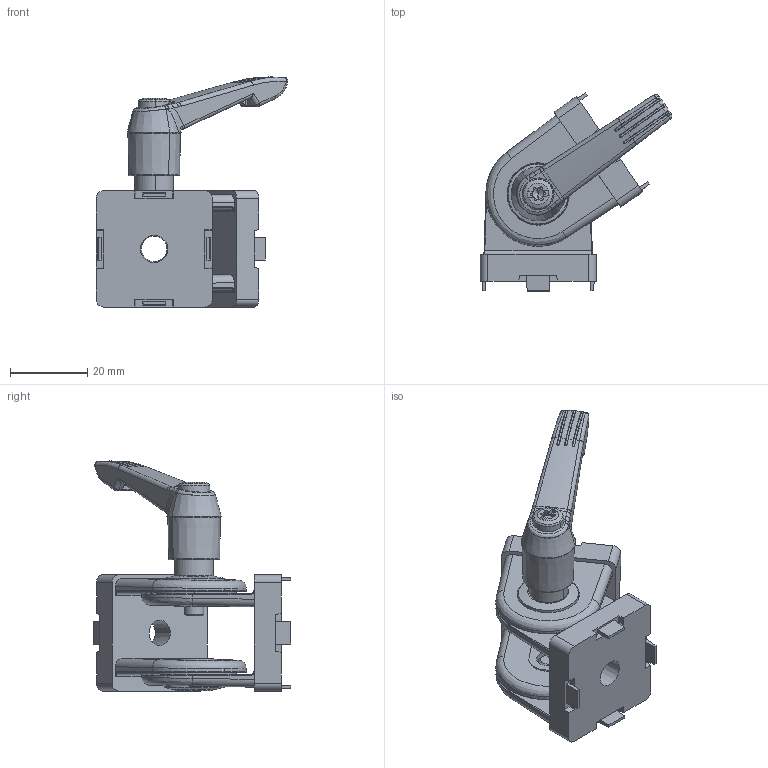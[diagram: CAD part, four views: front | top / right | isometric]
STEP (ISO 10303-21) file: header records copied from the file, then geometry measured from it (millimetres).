
FILE_DESCRIPTION(('STEP AP203'),'1');
FILE_NAME('fath_093gf30an06.stp','2021-06-08T13:03:53',('TraceParts'),('TraceParts S.A.'),'Spatial InterOp 3D',' ',' ');
FILE_SCHEMA(('CONFIG_CONTROL_DESIGN'));
Length unit declared in the file: millimetre
Products named in the file (1): 1
Bounding box: 49.54 x 51.1 x 59.39 mm (x, y, z)
Volume: 24695.5 mm3; surface area: 17866.8 mm2
Topology: 9 solids, 10 shells, 585 faces, 1396 edges, 852 vertices
Faces by surface type: plane 194, cylinder 143, bspline 104, torus 71, cone 54, sphere 19
Entity records: 19769 total; most frequent: CARTESIAN_POINT 6838, ORIENTED_EDGE 2772, DIRECTION 2588, EDGE_CURVE 1386, AXIS2_PLACEMENT_3D 1018, VERTEX_POINT 852, EDGE_LOOP 638, ADVANCED_FACE 585
